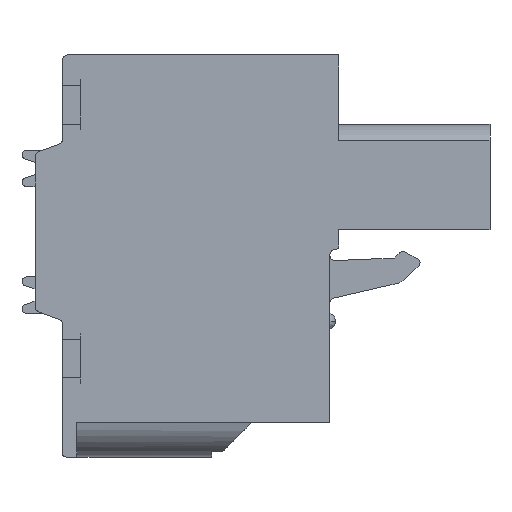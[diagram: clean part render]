
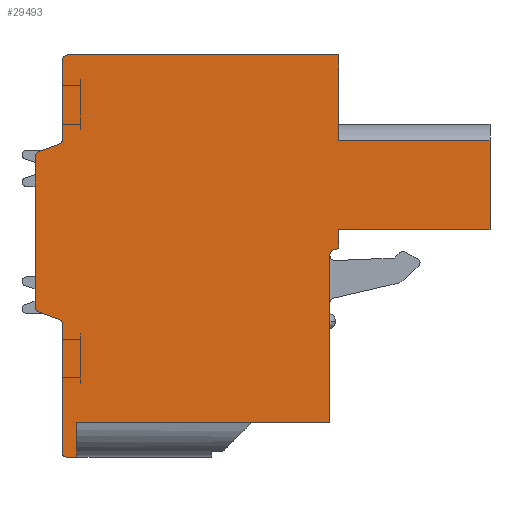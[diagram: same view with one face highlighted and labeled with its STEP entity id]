
A CAD part, front view. The second image highlights one B-rep face of the part: STEP entity #29493.
In plain terms, the highlighted planar face has unit normal (0, -1, 0).
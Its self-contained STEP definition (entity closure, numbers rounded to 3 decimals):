
#2663=DIRECTION('',(0.,0.,1.));
#2664=VECTOR('',#2663,4.7);
#2665=CARTESIAN_POINT('',(4.181,-116.74,6.775));
#2666=LINE('',#2665,#2664);
#2873=DIRECTION('',(-1.,0.,0.));
#2874=VECTOR('',#2873,8.3);
#2875=CARTESIAN_POINT('',(12.481,-116.74,6.775));
#2876=LINE('',#2875,#2874);
#2877=DIRECTION('',(0.,0.,-1.));
#2878=VECTOR('',#2877,4.9);
#2879=CARTESIAN_POINT('',(12.481,-116.74,6.775));
#2880=LINE('',#2879,#2878);
#2881=DIRECTION('',(-1.,0.,0.));
#2882=VECTOR('',#2881,8.3);
#2883=CARTESIAN_POINT('',(12.481,-116.74,1.875));
#2884=LINE('',#2883,#2882);
#2885=DIRECTION('',(0.,0.,-1.));
#2886=VECTOR('',#2885,0.901);
#2887=CARTESIAN_POINT('',(4.181,-116.74,1.875));
#2888=LINE('',#2887,#2886);
#2889=CARTESIAN_POINT('',(3.981,-116.74,0.974));
#2890=DIRECTION('',(0.,1.,0.));
#2891=DIRECTION('',(1.,0.,0.));
#2892=AXIS2_PLACEMENT_3D('',#2889,#2890,#2891);
#2894=CARTESIAN_POINT('',(3.981,-116.74,0.474));
#2895=DIRECTION('',(0.,-1.,0.));
#2896=DIRECTION('',(0.,0.,1.));
#2897=AXIS2_PLACEMENT_3D('',#2894,#2895,#2896);
#2899=DIRECTION('',(-1.,0.,0.));
#2900=VECTOR('',#2899,13.9);
#2901=CARTESIAN_POINT('',(3.681,-116.74,-8.725));
#2902=LINE('',#2901,#2900);
#2903=DIRECTION('',(0.,0.,-1.));
#2904=VECTOR('',#2903,1.9);
#2905=CARTESIAN_POINT('',(-10.219,-116.74,-8.725));
#2906=LINE('',#2905,#2904);
#2907=DIRECTION('',(-1.,0.,0.));
#2908=VECTOR('',#2907,0.6);
#2909=CARTESIAN_POINT('',(-10.219,-116.74,-10.625));
#2910=LINE('',#2909,#2908);
#2911=CARTESIAN_POINT('',(-10.819,-116.74,-10.425));
#2912=DIRECTION('',(0.,1.,0.));
#2913=DIRECTION('',(0.,0.,-1.));
#2914=AXIS2_PLACEMENT_3D('',#2911,#2912,#2913);
#2916=DIRECTION('',(0.,0.,1.));
#2917=VECTOR('',#2916,7.095);
#2918=CARTESIAN_POINT('',(-11.019,-116.74,-10.425));
#2919=LINE('',#2918,#2917);
#2920=CARTESIAN_POINT('',(-11.319,-116.74,-3.33));
#2921=DIRECTION('',(0.,-1.,0.));
#2922=DIRECTION('',(1.,0.,0.));
#2923=AXIS2_PLACEMENT_3D('',#2920,#2921,#2922);
#2925=DIRECTION('',(-0.94,0.,0.342));
#2926=VECTOR('',#2925,1.176);
#2927=CARTESIAN_POINT('',(-11.216,-116.74,-3.048));
#2928=LINE('',#2927,#2926);
#2929=CARTESIAN_POINT('',(-12.219,-116.74,-2.364));
#2930=DIRECTION('',(0.,1.,0.));
#2931=DIRECTION('',(-0.342,0.,-0.94));
#2932=AXIS2_PLACEMENT_3D('',#2929,#2930,#2931);
#2934=DIRECTION('',(0.,0.,1.));
#2935=VECTOR('',#2934,8.238);
#2936=CARTESIAN_POINT('',(-12.519,-116.74,-2.364));
#2937=LINE('',#2936,#2935);
#2938=CARTESIAN_POINT('',(-12.219,-116.74,5.874));
#2939=DIRECTION('',(0.,1.,0.));
#2940=DIRECTION('',(-1.,0.,0.));
#2941=AXIS2_PLACEMENT_3D('',#2938,#2939,#2940);
#2943=DIRECTION('',(0.94,0.,0.342));
#2944=VECTOR('',#2943,1.176);
#2945=CARTESIAN_POINT('',(-12.321,-116.74,6.156));
#2946=LINE('',#2945,#2944);
#2947=CARTESIAN_POINT('',(-11.319,-116.74,6.84));
#2948=DIRECTION('',(0.,-1.,0.));
#2949=DIRECTION('',(0.342,0.,-0.94));
#2950=AXIS2_PLACEMENT_3D('',#2947,#2948,#2949);
#2952=DIRECTION('',(0.,0.,1.));
#2953=VECTOR('',#2952,4.335);
#2954=CARTESIAN_POINT('',(-11.019,-116.74,6.84));
#2955=LINE('',#2954,#2953);
#2956=CARTESIAN_POINT('',(-10.719,-116.74,11.175));
#2957=DIRECTION('',(0.,1.,0.));
#2958=DIRECTION('',(-1.,0.,0.));
#2959=AXIS2_PLACEMENT_3D('',#2956,#2957,#2958);
#2961=DIRECTION('',(1.,0.,0.));
#2962=VECTOR('',#2961,14.9);
#2963=CARTESIAN_POINT('',(-10.719,-116.74,11.475));
#2964=LINE('',#2963,#2962);
#4255=DIRECTION('',(0.,0.,1.));
#4256=VECTOR('',#4255,9.199);
#4257=CARTESIAN_POINT('',(3.681,-116.74,-8.725));
#4258=LINE('',#4257,#4256);
#21029=CARTESIAN_POINT('',(-12.519,-116.74,-2.364));
#21030=CARTESIAN_POINT('',(-12.519,-116.74,5.874));
#21031=VERTEX_POINT('',#21029);
#21032=VERTEX_POINT('',#21030);
#21033=CARTESIAN_POINT('',(-12.321,-116.74,6.156));
#21034=VERTEX_POINT('',#21033);
#21035=CARTESIAN_POINT('',(-11.216,-116.74,6.558));
#21036=VERTEX_POINT('',#21035);
#21037=CARTESIAN_POINT('',(-11.019,-116.74,6.84));
#21038=VERTEX_POINT('',#21037);
#21039=CARTESIAN_POINT('',(-11.019,-116.74,11.175));
#21040=VERTEX_POINT('',#21039);
#21041=CARTESIAN_POINT('',(-10.719,-116.74,11.475));
#21042=VERTEX_POINT('',#21041);
#21043=CARTESIAN_POINT('',(4.181,-116.74,11.475));
#21044=VERTEX_POINT('',#21043);
#21045=CARTESIAN_POINT('',(3.681,-116.74,-8.725));
#21046=CARTESIAN_POINT('',(-10.219,-116.74,-8.725));
#21047=VERTEX_POINT('',#21045);
#21048=VERTEX_POINT('',#21046);
#21049=CARTESIAN_POINT('',(-10.219,-116.74,-10.625));
#21050=VERTEX_POINT('',#21049);
#21051=CARTESIAN_POINT('',(-10.819,-116.74,-10.625));
#21052=VERTEX_POINT('',#21051);
#21053=CARTESIAN_POINT('',(-11.019,-116.74,-10.425));
#21054=VERTEX_POINT('',#21053);
#21055=CARTESIAN_POINT('',(-11.019,-116.74,-3.33));
#21056=VERTEX_POINT('',#21055);
#21057=CARTESIAN_POINT('',(-11.216,-116.74,-3.048));
#21058=VERTEX_POINT('',#21057);
#21059=CARTESIAN_POINT('',(-12.321,-116.74,-2.646));
#21060=VERTEX_POINT('',#21059);
#21071=CARTESIAN_POINT('',(4.181,-116.74,0.974));
#21072=CARTESIAN_POINT('',(3.981,-116.74,0.774));
#21073=VERTEX_POINT('',#21071);
#21074=VERTEX_POINT('',#21072);
#21075=CARTESIAN_POINT('',(4.181,-116.74,1.875));
#21076=VERTEX_POINT('',#21075);
#21077=CARTESIAN_POINT('',(3.681,-116.74,0.474));
#21078=VERTEX_POINT('',#21077);
#21079=CARTESIAN_POINT('',(12.481,-116.74,1.875));
#21080=VERTEX_POINT('',#21079);
#22314=CARTESIAN_POINT('',(4.181,-116.74,6.775));
#22316=VERTEX_POINT('',#22314);
#22319=CARTESIAN_POINT('',(12.481,-116.74,6.775));
#22320=VERTEX_POINT('',#22319);
#29443=CARTESIAN_POINT('',(0.,-116.74,0.));
#29444=DIRECTION('',(0.,1.,0.));
#29445=DIRECTION('',(1.,0.,0.));
#29446=AXIS2_PLACEMENT_3D('',#29443,#29444,#29445);
#29447=PLANE('',#29446);
#29448=ORIENTED_EDGE('',*,*,#29334,.F.);
#29449=ORIENTED_EDGE('',*,*,#27731,.T.);
#29451=ORIENTED_EDGE('',*,*,#29450,.T.);
#29453=ORIENTED_EDGE('',*,*,#29452,.T.);
#29455=ORIENTED_EDGE('',*,*,#29454,.T.);
#29457=ORIENTED_EDGE('',*,*,#29456,.T.);
#29459=ORIENTED_EDGE('',*,*,#29458,.F.);
#29461=ORIENTED_EDGE('',*,*,#29460,.T.);
#29463=ORIENTED_EDGE('',*,*,#29462,.T.);
#29465=ORIENTED_EDGE('',*,*,#29464,.T.);
#29467=ORIENTED_EDGE('',*,*,#29466,.T.);
#29469=ORIENTED_EDGE('',*,*,#29468,.T.);
#29471=ORIENTED_EDGE('',*,*,#29470,.T.);
#29473=ORIENTED_EDGE('',*,*,#29472,.T.);
#29475=ORIENTED_EDGE('',*,*,#29474,.T.);
#29477=ORIENTED_EDGE('',*,*,#29476,.T.);
#29479=ORIENTED_EDGE('',*,*,#29478,.T.);
#29481=ORIENTED_EDGE('',*,*,#29480,.T.);
#29483=ORIENTED_EDGE('',*,*,#29482,.T.);
#29485=ORIENTED_EDGE('',*,*,#29484,.T.);
#29487=ORIENTED_EDGE('',*,*,#29486,.T.);
#29489=ORIENTED_EDGE('',*,*,#29488,.T.);
#29490=ORIENTED_EDGE('',*,*,#29348,.F.);
#29491=EDGE_LOOP('',(#29448,#29449,#29451,#29453,#29455,#29457,#29459,#29461,
#29463,#29465,#29467,#29469,#29471,#29473,#29475,#29477,#29479,#29481,#29483,
#29485,#29487,#29489,#29490));
#29492=FACE_OUTER_BOUND('',#29491,.F.);
#29493=ADVANCED_FACE('',(#29492),#29447,.F.);
#2893=CIRCLE('',#2892,0.2);
#2898=CIRCLE('',#2897,0.3);
#2915=CIRCLE('',#2914,0.2);
#2924=CIRCLE('',#2923,0.3);
#2933=CIRCLE('',#2932,0.3);
#2942=CIRCLE('',#2941,0.3);
#2951=CIRCLE('',#2950,0.3);
#2960=CIRCLE('',#2959,0.3);
#27731=EDGE_CURVE('',#22320,#21080,#2880,.T.);
#29334=EDGE_CURVE('',#22320,#22316,#2876,.T.);
#29348=EDGE_CURVE('',#22316,#21044,#2666,.T.);
#29450=EDGE_CURVE('',#21080,#21076,#2884,.T.);
#29452=EDGE_CURVE('',#21076,#21073,#2888,.T.);
#29454=EDGE_CURVE('',#21073,#21074,#2893,.T.);
#29456=EDGE_CURVE('',#21074,#21078,#2898,.T.);
#29458=EDGE_CURVE('',#21047,#21078,#4258,.T.);
#29460=EDGE_CURVE('',#21047,#21048,#2902,.T.);
#29462=EDGE_CURVE('',#21048,#21050,#2906,.T.);
#29464=EDGE_CURVE('',#21050,#21052,#2910,.T.);
#29466=EDGE_CURVE('',#21052,#21054,#2915,.T.);
#29468=EDGE_CURVE('',#21054,#21056,#2919,.T.);
#29470=EDGE_CURVE('',#21056,#21058,#2924,.T.);
#29472=EDGE_CURVE('',#21058,#21060,#2928,.T.);
#29474=EDGE_CURVE('',#21060,#21031,#2933,.T.);
#29476=EDGE_CURVE('',#21031,#21032,#2937,.T.);
#29478=EDGE_CURVE('',#21032,#21034,#2942,.T.);
#29480=EDGE_CURVE('',#21034,#21036,#2946,.T.);
#29482=EDGE_CURVE('',#21036,#21038,#2951,.T.);
#29484=EDGE_CURVE('',#21038,#21040,#2955,.T.);
#29486=EDGE_CURVE('',#21040,#21042,#2960,.T.);
#29488=EDGE_CURVE('',#21042,#21044,#2964,.T.);
